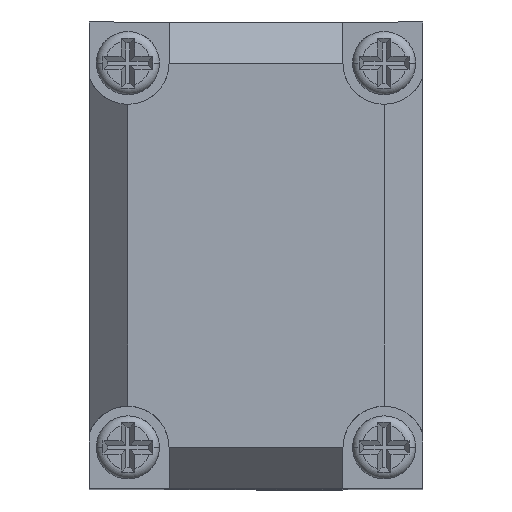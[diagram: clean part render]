
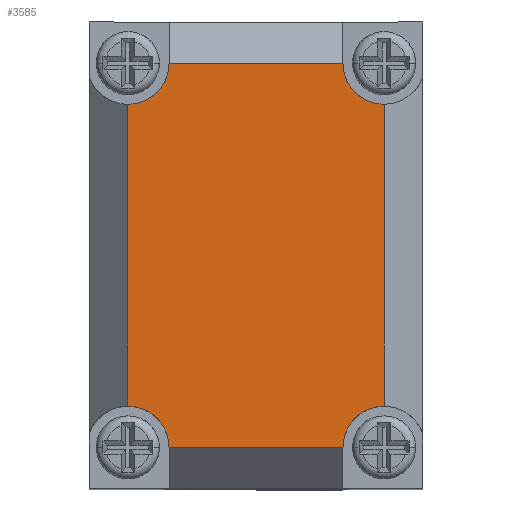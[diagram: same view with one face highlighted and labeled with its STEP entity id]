
A CAD part, top view. The second image highlights one B-rep face of the part: STEP entity #3585.
In plain terms, the highlighted planar face has unit normal (0, 0, 1).
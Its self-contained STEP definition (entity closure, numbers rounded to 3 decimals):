
#760 = LINE ( 'NONE', #9025, #762 ) ;
#761 = CIRCLE ( 'NONE', #7628, 4.5 ) ;
#762 = VECTOR ( 'NONE', #9026, 1000. ) ;
#764 = CIRCLE ( 'NONE', #7629, 4.5 ) ;
#768 = LINE ( 'NONE', #9034, #769 ) ;
#769 = VECTOR ( 'NONE', #9035, 1000. ) ;
#770 = LINE ( 'NONE', #9043, #772 ) ;
#771 = CIRCLE ( 'NONE', #7630, 4.5 ) ;
#772 = VECTOR ( 'NONE', #9044, 1000. ) ;
#775 = LINE ( 'NONE', #9050, #777 ) ;
#776 = CIRCLE ( 'NONE', #7631, 4.5 ) ;
#777 = VECTOR ( 'NONE', #9051, 1000. ) ;
#2050 = ORIENTED_EDGE ( 'NONE', *, *, #13440, .T. ) ;
#2063 = ORIENTED_EDGE ( 'NONE', *, *, #13442, .F. ) ;
#2064 = ORIENTED_EDGE ( 'NONE', *, *, #13437, .T. ) ;
#2066 = ORIENTED_EDGE ( 'NONE', *, *, #13439, .F. ) ;
#2067 = ORIENTED_EDGE ( 'NONE', *, *, #13443, .T. ) ;
#2076 = ORIENTED_EDGE ( 'NONE', *, *, #13432, .F. ) ;
#2081 = ORIENTED_EDGE ( 'NONE', *, *, #13433, .T. ) ;
#2084 = ORIENTED_EDGE ( 'NONE', *, *, #13434, .F. ) ;
#2227 = EDGE_LOOP ( 'NONE', ( #2084, #2081, #2076, #2050, #2066, #2067, #2063, #2064 ) ) ;
#2377 = FACE_OUTER_BOUND ( 'NONE', #2227, .T. ) ;
#3585 = ADVANCED_FACE ( 'NONE', ( #2377 ), #5093, .T. ) ;
#5093 = PLANE ( 'NONE',  #10674 ) ;
#5094 = CARTESIAN_POINT ( 'NONE',  ( -14., 21., 11.5 ) ) ;
#5095 = DIRECTION ( 'NONE',  ( 0., 0., 1. ) ) ;
#5096 = DIRECTION ( 'NONE',  ( 1., 0., 0. ) ) ;
#7628 = AXIS2_PLACEMENT_3D ( 'NONE', #9022, #9023, #9024 ) ;
#7629 = AXIS2_PLACEMENT_3D ( 'NONE', #9027, #9028, #9029 ) ;
#7630 = AXIS2_PLACEMENT_3D ( 'NONE', #9040, #9041, #9042 ) ;
#7631 = AXIS2_PLACEMENT_3D ( 'NONE', #9047, #9048, #9049 ) ;
#9022 = CARTESIAN_POINT ( 'NONE',  ( 14., 21., 11.5 ) ) ;
#9023 = DIRECTION ( 'NONE',  ( 0., 0., 1. ) ) ;
#9024 = DIRECTION ( 'NONE',  ( -1., 0., 0. ) ) ;
#9025 = CARTESIAN_POINT ( 'NONE',  ( 14., -21., 11.5 ) ) ;
#9026 = DIRECTION ( 'NONE',  ( 0., 1., 0. ) ) ;
#9027 = CARTESIAN_POINT ( 'NONE',  ( 14., -21., 11.5 ) ) ;
#9028 = DIRECTION ( 'NONE',  ( 0., 0., 1. ) ) ;
#9029 = DIRECTION ( 'NONE',  ( 1., 0., 0. ) ) ;
#9034 = CARTESIAN_POINT ( 'NONE',  ( 14., -21., 11.5 ) ) ;
#9035 = DIRECTION ( 'NONE',  ( 1., 0., 0. ) ) ;
#9040 = CARTESIAN_POINT ( 'NONE',  ( -14., 21., 11.5 ) ) ;
#9041 = DIRECTION ( 'NONE',  ( 0., 0., 1. ) ) ;
#9042 = DIRECTION ( 'NONE',  ( 1., 0., 0. ) ) ;
#9043 = CARTESIAN_POINT ( 'NONE',  ( 14., 21., 11.5 ) ) ;
#9044 = DIRECTION ( 'NONE',  ( -1., 0., 0. ) ) ;
#9047 = CARTESIAN_POINT ( 'NONE',  ( -14., -21., 11.5 ) ) ;
#9048 = DIRECTION ( 'NONE',  ( 0., 0., 1. ) ) ;
#9049 = DIRECTION ( 'NONE',  ( -1., 0., 0. ) ) ;
#9050 = CARTESIAN_POINT ( 'NONE',  ( -14., -21., 11.5 ) ) ;
#9051 = DIRECTION ( 'NONE',  ( 0., -1., 0. ) ) ;
#10674 = AXIS2_PLACEMENT_3D ( 'NONE', #5094, #5095, #5096 ) ;
#11918 = CARTESIAN_POINT ( 'NONE',  ( -9.5, -21., 11.5 ) ) ;
#11921 = CARTESIAN_POINT ( 'NONE',  ( -14., -16.5, 11.5 ) ) ;
#11933 = CARTESIAN_POINT ( 'NONE',  ( 14., 16.5, 11.5 ) ) ;
#11935 = CARTESIAN_POINT ( 'NONE',  ( 14., -16.5, 11.5 ) ) ;
#11936 = CARTESIAN_POINT ( 'NONE',  ( -9.5, 21., 11.5 ) ) ;
#11955 = CARTESIAN_POINT ( 'NONE',  ( 9.5, 21., 11.5 ) ) ;
#11957 = CARTESIAN_POINT ( 'NONE',  ( 9.5, -21., 11.5 ) ) ;
#11961 = CARTESIAN_POINT ( 'NONE',  ( -14., 16.5, 11.5 ) ) ;
#13432 = EDGE_CURVE ( 'NONE', #14754, #14732, #761, .T. ) ;
#13433 = EDGE_CURVE ( 'NONE', #14734, #14732, #760, .T. ) ;
#13434 = EDGE_CURVE ( 'NONE', #14734, #14756, #764, .T. ) ;
#13437 = EDGE_CURVE ( 'NONE', #14717, #14756, #768, .T. ) ;
#13439 = EDGE_CURVE ( 'NONE', #14760, #14735, #771, .T. ) ;
#13440 = EDGE_CURVE ( 'NONE', #14754, #14735, #770, .T. ) ;
#13442 = EDGE_CURVE ( 'NONE', #14717, #14720, #776, .T. ) ;
#13443 = EDGE_CURVE ( 'NONE', #14760, #14720, #775, .T. ) ;
#14717 = VERTEX_POINT ( 'NONE', #11918 ) ;
#14720 = VERTEX_POINT ( 'NONE', #11921 ) ;
#14732 = VERTEX_POINT ( 'NONE', #11933 ) ;
#14734 = VERTEX_POINT ( 'NONE', #11935 ) ;
#14735 = VERTEX_POINT ( 'NONE', #11936 ) ;
#14754 = VERTEX_POINT ( 'NONE', #11955 ) ;
#14756 = VERTEX_POINT ( 'NONE', #11957 ) ;
#14760 = VERTEX_POINT ( 'NONE', #11961 ) ;
